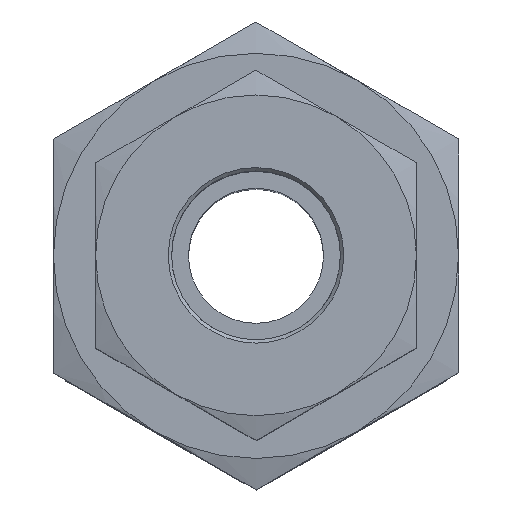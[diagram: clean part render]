
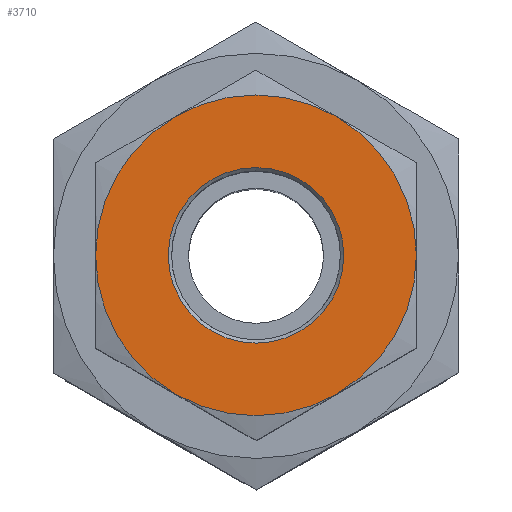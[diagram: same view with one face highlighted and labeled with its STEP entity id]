
A CAD part, top view. The second image highlights one B-rep face of the part: STEP entity #3710.
In plain terms, the highlighted planar face has unit normal (0, 0, 1).
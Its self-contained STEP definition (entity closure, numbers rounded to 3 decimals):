
#3614=CARTESIAN_POINT('',(5.2,0.,15.5));
#3615=VERTEX_POINT('',#3614);
#3616=CARTESIAN_POINT('',(0.0,0.0,15.5));
#3617=DIRECTION('',(0.0,0.0,1.0));
#3618=DIRECTION('',(-1.0,0.0,0.0));
#3619=AXIS2_PLACEMENT_3D('',#3616,#3617,#3618);
#3620=CIRCLE('',#3619,5.2);
#3621=EDGE_CURVE('',#3615,#3615,#3620,.T.);
#3646=CARTESIAN_POINT('',(0.,0.,15.5));
#3647=DIRECTION('',(0.0,0.0,1.0));
#3648=DIRECTION('',(1.0,0.0,0.0));
#3649=AXIS2_PLACEMENT_3D('',#3646,#3647,#3648);
#3650=PLANE('',#3649);
#3651=CARTESIAN_POINT('',(-4.75,-8.227,15.5));
#3652=VERTEX_POINT('',#3651);
#3653=CARTESIAN_POINT('',(4.75,-8.227,15.5));
#3654=VERTEX_POINT('',#3653);
#3655=CARTESIAN_POINT('',(0.0,0.0,15.5));
#3656=DIRECTION('',(0.0,0.0,1.0));
#3657=DIRECTION('',(-0.5,-0.866,0.0));
#3658=AXIS2_PLACEMENT_3D('',#3655,#3656,#3657);
#3659=CIRCLE('',#3658,9.5);
#3660=EDGE_CURVE('',#3652,#3654,#3659,.T.);
#3661=ORIENTED_EDGE('',*,*,#3660,.T.);
#3662=CARTESIAN_POINT('',(9.5,0.,15.5));
#3663=VERTEX_POINT('',#3662);
#3664=CARTESIAN_POINT('',(0.0,0.0,15.5));
#3665=DIRECTION('',(0.0,0.0,1.0));
#3666=DIRECTION('',(-0.5,-0.866,0.0));
#3667=AXIS2_PLACEMENT_3D('',#3664,#3665,#3666);
#3668=CIRCLE('',#3667,9.5);
#3669=EDGE_CURVE('',#3654,#3663,#3668,.T.);
#3670=ORIENTED_EDGE('',*,*,#3669,.T.);
#3671=CARTESIAN_POINT('',(4.75,8.227,15.5));
#3672=VERTEX_POINT('',#3671);
#3673=CARTESIAN_POINT('',(0.0,0.0,15.5));
#3674=DIRECTION('',(0.0,0.0,1.0));
#3675=DIRECTION('',(-0.5,-0.866,0.0));
#3676=AXIS2_PLACEMENT_3D('',#3673,#3674,#3675);
#3677=CIRCLE('',#3676,9.5);
#3678=EDGE_CURVE('',#3663,#3672,#3677,.T.);
#3679=ORIENTED_EDGE('',*,*,#3678,.T.);
#3680=CARTESIAN_POINT('',(-4.75,8.227,15.5));
#3681=VERTEX_POINT('',#3680);
#3682=CARTESIAN_POINT('',(0.0,0.0,15.5));
#3683=DIRECTION('',(0.0,0.0,1.0));
#3684=DIRECTION('',(-0.5,-0.866,0.0));
#3685=AXIS2_PLACEMENT_3D('',#3682,#3683,#3684);
#3686=CIRCLE('',#3685,9.5);
#3687=EDGE_CURVE('',#3672,#3681,#3686,.T.);
#3688=ORIENTED_EDGE('',*,*,#3687,.T.);
#3689=CARTESIAN_POINT('',(-9.5,0.0,15.5));
#3690=VERTEX_POINT('',#3689);
#3691=CARTESIAN_POINT('',(0.0,0.0,15.5));
#3692=DIRECTION('',(0.0,0.0,1.0));
#3693=DIRECTION('',(-0.5,-0.866,0.0));
#3694=AXIS2_PLACEMENT_3D('',#3691,#3692,#3693);
#3695=CIRCLE('',#3694,9.5);
#3696=EDGE_CURVE('',#3681,#3690,#3695,.T.);
#3697=ORIENTED_EDGE('',*,*,#3696,.T.);
#3698=CARTESIAN_POINT('',(0.0,0.0,15.5));
#3699=DIRECTION('',(0.0,0.0,1.0));
#3700=DIRECTION('',(-0.5,-0.866,0.0));
#3701=AXIS2_PLACEMENT_3D('',#3698,#3699,#3700);
#3702=CIRCLE('',#3701,9.5);
#3703=EDGE_CURVE('',#3690,#3652,#3702,.T.);
#3704=ORIENTED_EDGE('',*,*,#3703,.T.);
#3705=EDGE_LOOP('',(#3661,#3670,#3679,#3688,#3697,#3704));
#3706=FACE_OUTER_BOUND('',#3705,.T.);
#3707=ORIENTED_EDGE('',*,*,#3621,.F.);
#3708=EDGE_LOOP('',(#3707));
#3709=FACE_BOUND('',#3708,.T.);
#3710=ADVANCED_FACE('',(#3706,#3709),#3650,.T.);
